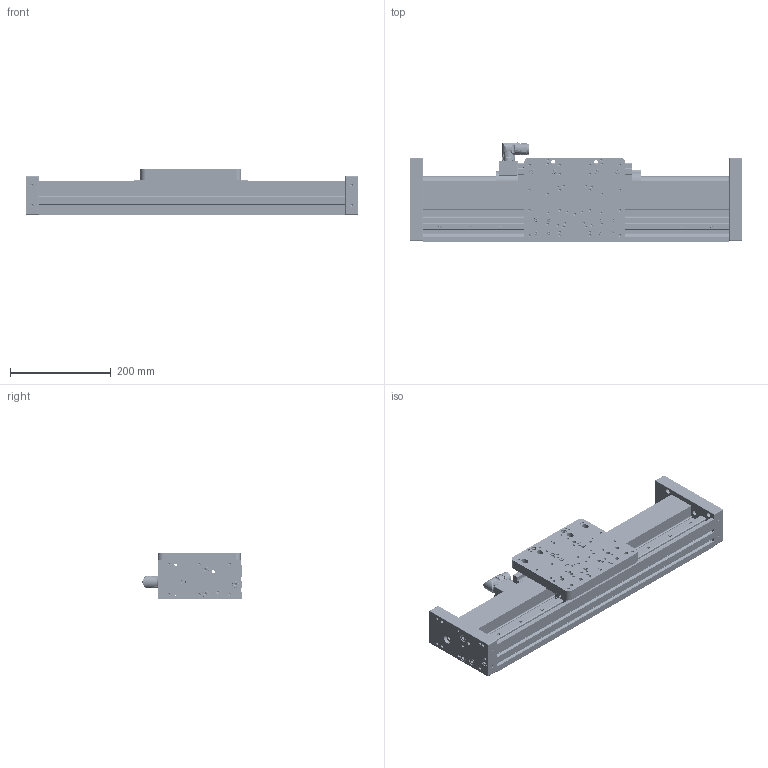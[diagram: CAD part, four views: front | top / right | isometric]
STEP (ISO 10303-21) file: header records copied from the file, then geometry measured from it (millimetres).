
FILE_DESCRIPTION (( 'STEP AP214' ), '1' );
FILE_NAME ('0186-1694_250516_FM01-48-660_320_1CF48x240-HP-BE02-MD01-C.STEP', '2025-05-16T09:12:39', ( '' ), ( '' ), 'SwSTEP 2.0', 'SolidWorks 2024', '' );
FILE_SCHEMA (( 'AUTOMOTIVE_DESIGN' ));
Length unit declared in the file: millimetre
Products named in the file (32): 0230-0127_Linearkugellager_LBBR 10-LS; 0230-0237_zyl.-schr._i-6kt_M6x20_8.8_v-b1; 0160-0794_Kugelscheibe_M10x20.5x4_Stahl_Schwartz; 0230-0307_DF_1.1 x Dm13,6x20.40_47-5-1-Durovis; 0230-0306_Zyl.-Stift_10x70_STAHL-GH; 147522_1; 0160-2577_FS01k-48x610_FS01k-48x610; 0186-1678_FM01-48-660_FM01-48x540; 0180-0769_F01-48-APF-M; 0160-4609_LR01-15x608_608; Carriage_kit^0186-1830_CF48x240-HP-BE02-MD01-C; PS01-48x240-HP-C; 0230-0231_Zyl.-Stift_5x20_STAHL-GH; 0230-0175_Pass.-Scheibe_ 10x16x1; 0186-1539_PL01-28x620!570-HP-SF_PL01-28x620!570-HP-SF; 0230-0039_Zyl.-Schr._I-6kt_M10x35_8.8_v-b; 0150-5489_PF03-48x226_Pf03-PS01-48-240-reigt; 0180-3474_FM01k-48-AV-F; 0186-1830_CF48x240-HP-BE02-MD01-C; 0150-3081_MC01-Cw!m_KOPF; 0180-0728_PF03k-48_PF03-48x226; 0230-0235_Zyl.-schr._i-6kt_M4x8_12.9_schwarz; 0230-0221_Zyl.-Schr_I-6kt_n-K_M6x16_8.8_v-b; 0180-0764_F01k-48x...APF; 0150-5265_LLTHC 15 U-T2 P5; 0230-0038_Zyl.-Schr._I-6kt_M8x35_8.8_v-b; 0230-0041_zyl.-schr._i-6kt_M4x16_8.8_v-b; 0186-0971_PS01-48x240F-HP-C; 0186-1694_250516_FM01-48-660_320_1CF48x240-HP-BE02-MD01-C; 0230-0068_Gew.-Stift_I-6kt_Zpf_M3x4_INOX; 0180-3432_FM01k-48-AH-F; 0150-2189_Hammermutter N8!M4
Assembly tree (79 placements, depth 6):
  0186-1694_250516_FM01-48-660_320_1CF48x240-HP-BE02-MD01-C
    0186-1678_FM01-48-660_FM01-48x540
      0160-2577_FS01k-48x610_FS01k-48x610
      0160-4609_LR01-15x608_608
      0150-2189_Hammermutter N8!M4  x10
      0230-0041_zyl.-schr._i-6kt_M4x16_8.8_v-b  x10
      0180-3432_FM01k-48-AH-F
      0230-0038_Zyl.-Schr._I-6kt_M8x35_8.8_v-b  x8
      0186-1539_PL01-28x620!570-HP-SF_PL01-28x620!570-HP-SF
      0180-3474_FM01k-48-AV-F
      0160-0794_Kugelscheibe_M10x20.5x4_Stahl_Schwartz  x2
      0230-0039_Zyl.-Schr._I-6kt_M10x35_8.8_v-b
      0230-0231_Zyl.-Stift_5x20_STAHL-GH  x4
    0186-1830_CF48x240-HP-BE02-MD01-C
      Carriage_kit^0186-1830_CF48x240-HP-BE02-MD01-C
        0180-0764_F01k-48x...APF
        0150-5265_LLTHC 15 U-T2 P5  x2
        0230-0235_Zyl.-schr._i-6kt_M4x8_12.9_schwarz  x8
        0180-0769_F01-48-APF-M  x2
        0230-0127_Linearkugellager_LBBR 10-LS  x2
        0230-0306_Zyl.-Stift_10x70_STAHL-GH  x2
        0230-0068_Gew.-Stift_I-6kt_Zpf_M3x4_INOX  x2
        0230-0221_Zyl.-Schr_I-6kt_n-K_M6x16_8.8_v-b  x4
        0230-0307_DF_1.1 x Dm13,6x20.40_47-5-1-Durovis  x2
        0230-0175_Pass.-Scheibe_ 10x16x1  x2
        0150-5489_PF03-48x226_Pf03-PS01-48-240-reigt
          0180-0728_PF03k-48_PF03-48x226
          0230-0237_zyl.-schr._i-6kt_M6x20_8.8_v-b1  x3
        0186-0971_PS01-48x240F-HP-C
          PS01-48x240-HP-C
          0150-3081_MC01-Cw!m_KOPF
            147522_1
Bounding box: 660 x 197.12 x 91.15 mm (x, y, z)
Volume: 4167710.9 mm3; surface area: 1169881.5 mm2
Topology: 86 solids, 109 shells, 6895 faces, 17356 edges, 10892 vertices
Faces by surface type: plane 2579, cylinder 1817, cone 1232, bspline 1102, torus 161, sphere 4
Full cylindrical faces by diameter (mm): 1 x10, 1.2 x5, 1.5 x5, 1.8 x5, 2 x10, 2.05 x4, 2.5 x12, 2.6 x4, 2.7 x6, 2.8 x6, 2.9 x4, 3 x13, 3.2 x2, 3.3 x14, 4 x282, 4.5 x26, 5 x96, 5.5 x4, 6 x110, 6.4 x19, 6.79 x4, 6.8 x8, 7 x18, 7.5 x10, 8 x192, 8.4 x10, 8.5 x2, 9 x6, 10 x44, 10.5 x14
Entity records: 194575 total; most frequent: CARTESIAN_POINT 75611, ORIENTED_EDGE 21532, DIRECTION 16600, EDGE_CURVE 10766, VERTEX_POINT 7404, EDGE_LOOP 5718, VECTOR 5598, LINE 5598
